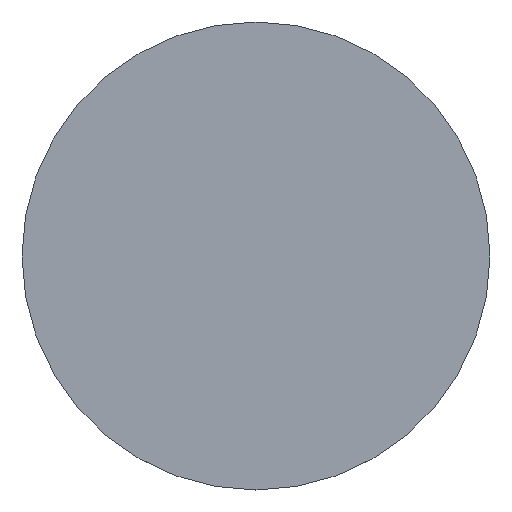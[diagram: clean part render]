
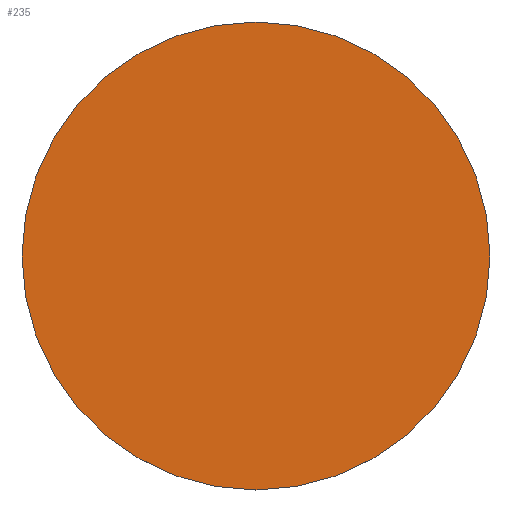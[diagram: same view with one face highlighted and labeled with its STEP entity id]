
A CAD part, top view. The second image highlights one B-rep face of the part: STEP entity #235.
In plain terms, the highlighted planar face has unit normal (0, 0, 1).
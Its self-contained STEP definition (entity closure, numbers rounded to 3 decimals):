
#27 = DIRECTION ( 'NONE',  ( 0., 0., 1. ) ) ;
#29 = EDGE_CURVE ( 'NONE', #38, #77, #145, .T. ) ;
#36 = CARTESIAN_POINT ( 'NONE',  ( 0., 0., 0.01 ) ) ;
#38 = VERTEX_POINT ( 'NONE', #100 ) ;
#48 = EDGE_CURVE ( 'NONE', #77, #38, #231, .T. ) ;
#49 = CARTESIAN_POINT ( 'NONE',  ( -0.5, 0., 0.01 ) ) ;
#55 = DIRECTION ( 'NONE',  ( 1., 0., 0. ) ) ;
#67 = ORIENTED_EDGE ( 'NONE', *, *, #48, .T. ) ;
#77 = VERTEX_POINT ( 'NONE', #49 ) ;
#81 = ORIENTED_EDGE ( 'NONE', *, *, #29, .T. ) ;
#100 = CARTESIAN_POINT ( 'NONE',  ( 0.5, 0., 0.01 ) ) ;
#101 = CARTESIAN_POINT ( 'NONE',  ( 0., 0., 0.01 ) ) ;
#105 = PLANE ( 'NONE',  #210 ) ;
#112 = AXIS2_PLACEMENT_3D ( 'NONE', #133, #27, #151 ) ;
#119 = DIRECTION ( 'NONE',  ( -1., 0., 0. ) ) ;
#121 = AXIS2_PLACEMENT_3D ( 'NONE', #101, #218, #119 ) ;
#133 = CARTESIAN_POINT ( 'NONE',  ( 0., 0., 0.01 ) ) ;
#145 = CIRCLE ( 'NONE', #112, 0.5 ) ;
#151 = DIRECTION ( 'NONE',  ( -1., 0., 0. ) ) ;
#152 = EDGE_LOOP ( 'NONE', ( #67, #81 ) ) ;
#158 = DIRECTION ( 'NONE',  ( 0., 0., 1. ) ) ;
#210 = AXIS2_PLACEMENT_3D ( 'NONE', #36, #158, #55 ) ;
#218 = DIRECTION ( 'NONE',  ( 0., 0., 1. ) ) ;
#223 = FACE_OUTER_BOUND ( 'NONE', #152, .T. ) ;
#231 = CIRCLE ( 'NONE', #121, 0.5 ) ;
#235 = ADVANCED_FACE ( 'NONE', ( #223 ), #105, .T. ) ;
